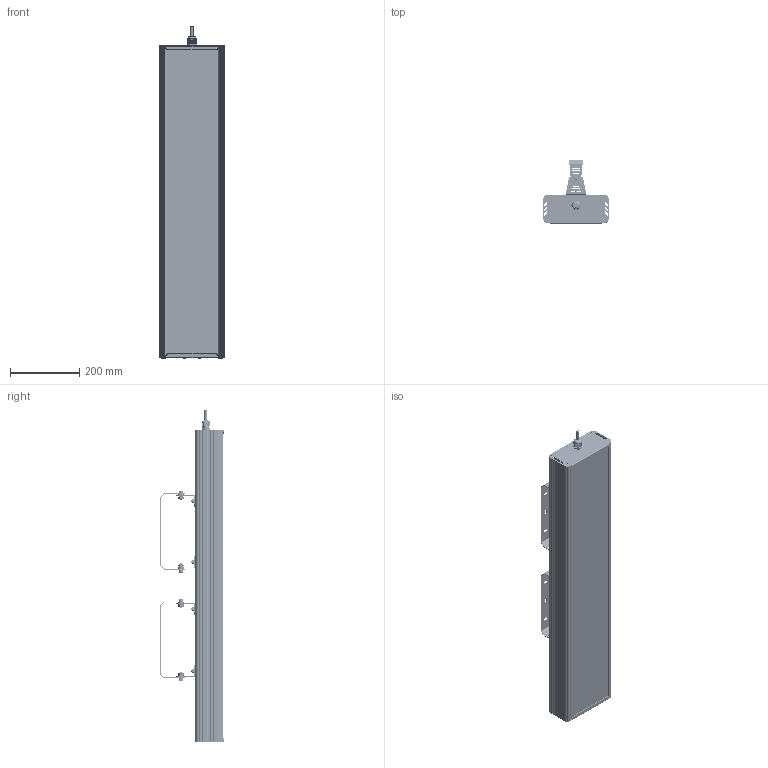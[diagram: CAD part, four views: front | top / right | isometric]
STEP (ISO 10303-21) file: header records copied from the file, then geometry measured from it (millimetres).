
FILE_DESCRIPTION(('STEP AP214'), '1');
FILE_NAME('001.0079.35.000 - ÃÑÏ-Ýêñòðà-180', '2023-10-24T05:18:03', ('Ëóêîíèí'), ('ÎÊÁ Ñâîé Ñòèëü'), 'C3D Converter', 'C3D Toolkit', '');
FILE_SCHEMA(('AUTOMOTIVE_DESIGN { 1 0 10303 214 3 1 1}'));
Length unit declared in the file: millimetre
Products named in the file (40): 001.0079.35.000
Assembly tree (81 placements, depth 4):
  001.0079.35.000
    (unnamed)
      (unnamed)
      (unnamed)
      (unnamed)
      (unnamed)  x6
      (unnamed)  x6
      (unnamed)
      (unnamed)
      (unnamed)
      (unnamed)
        (unnamed)
      (unnamed)  x18
        (unnamed)
        (unnamed)
        (unnamed)
        (unnamed)
        (unnamed)
        (unnamed)
        (unnamed)
        (unnamed)
        (unnamed)
    (unnamed)  x2
      (unnamed)
      (unnamed)
      (unnamed)
      (unnamed)
      (unnamed)
      (unnamed)
      (unnamed)
      (unnamed)
      (unnamed)
      (unnamed)
      (unnamed)
      (unnamed)
      (unnamed)
      (unnamed)
      (unnamed)
      (unnamed)
      (unnamed)
Bounding box: 187.37 x 184.68 x 956.43 mm (x, y, z)
Volume: 2736293.4 mm3; surface area: 2145941.4 mm2
Topology: 634 solids, 634 shells, 7226 faces, 17241 edges, 11473 vertices
Faces by surface type: plane 4814, cylinder 2014, cone 274, bspline 93, sphere 18, torus 13
Full cylindrical faces by diameter (mm): 1 x18, 2 x36, 2.5 x72, 2.8 x450, 3.2 x18, 3.5 x90, 4 x12, 6 x8, 6.375 x4, 8 x20, 8.5 x16, 12 x5, 12.5 x1, 13.333 x4, 16 x9, 18.5 x3, 20 x1, 23.5 x1
Entity records: 102774 total; most frequent: CARTESIAN_POINT 45282, ORIENTED_EDGE 10812, DIRECTION 10012, EDGE_CURVE 5406, VERTEX_POINT 3682, AXIS2_PLACEMENT_3D 3417, LINE 3178, VECTOR 3178
